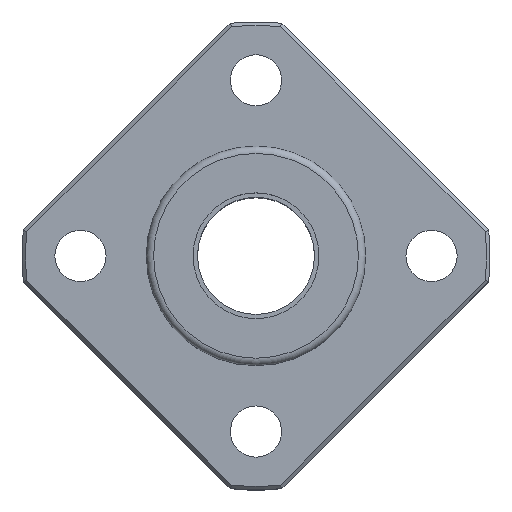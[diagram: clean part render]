
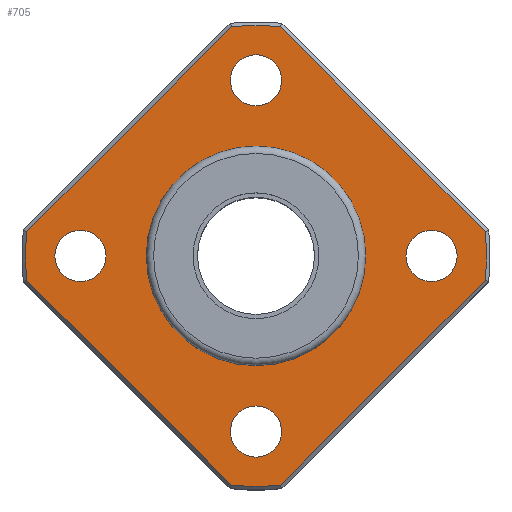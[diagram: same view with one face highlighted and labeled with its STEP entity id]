
A CAD part, top view. The second image highlights one B-rep face of the part: STEP entity #705.
In plain terms, the highlighted planar face has unit normal (0, 0, 1).
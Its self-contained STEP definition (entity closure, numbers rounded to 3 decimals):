
#64=LINE('',#1177,#88);
#65=LINE('',#1181,#89);
#66=LINE('',#1185,#90);
#67=LINE('',#1189,#91);
#88=VECTOR('',#950,1000.);
#89=VECTOR('',#953,1000.);
#90=VECTOR('',#956,1000.);
#91=VECTOR('',#959,1000.);
#98=PLANE('',#791);
#169=ORIENTED_EDGE('',*,*,#334,.T.);
#170=ORIENTED_EDGE('',*,*,#335,.T.);
#171=ORIENTED_EDGE('',*,*,#336,.T.);
#172=ORIENTED_EDGE('',*,*,#337,.T.);
#173=ORIENTED_EDGE('',*,*,#338,.T.);
#174=ORIENTED_EDGE('',*,*,#339,.T.);
#175=ORIENTED_EDGE('',*,*,#340,.T.);
#176=ORIENTED_EDGE('',*,*,#341,.T.);
#177=ORIENTED_EDGE('',*,*,#342,.T.);
#178=ORIENTED_EDGE('',*,*,#343,.T.);
#179=ORIENTED_EDGE('',*,*,#344,.T.);
#180=ORIENTED_EDGE('',*,*,#345,.T.);
#181=ORIENTED_EDGE('',*,*,#346,.F.);
#334=EDGE_CURVE('',#414,#415,#466,.T.);
#335=EDGE_CURVE('',#415,#416,#64,.T.);
#336=EDGE_CURVE('',#416,#417,#467,.T.);
#337=EDGE_CURVE('',#417,#418,#65,.T.);
#338=EDGE_CURVE('',#418,#419,#468,.T.);
#339=EDGE_CURVE('',#419,#420,#66,.T.);
#340=EDGE_CURVE('',#420,#421,#469,.T.);
#341=EDGE_CURVE('',#421,#414,#67,.T.);
#342=EDGE_CURVE('',#422,#422,#470,.T.);
#343=EDGE_CURVE('',#423,#423,#471,.T.);
#344=EDGE_CURVE('',#424,#424,#472,.T.);
#345=EDGE_CURVE('',#425,#425,#473,.T.);
#346=EDGE_CURVE('',#426,#426,#474,.T.);
#414=VERTEX_POINT('',#1175);
#415=VERTEX_POINT('',#1176);
#416=VERTEX_POINT('',#1178);
#417=VERTEX_POINT('',#1180);
#418=VERTEX_POINT('',#1182);
#419=VERTEX_POINT('',#1184);
#420=VERTEX_POINT('',#1186);
#421=VERTEX_POINT('',#1188);
#422=VERTEX_POINT('',#1191);
#423=VERTEX_POINT('',#1193);
#424=VERTEX_POINT('',#1195);
#425=VERTEX_POINT('',#1197);
#426=VERTEX_POINT('',#1199);
#466=CIRCLE('',#792,15.75);
#467=CIRCLE('',#793,15.75);
#468=CIRCLE('',#794,15.75);
#469=CIRCLE('',#795,15.75);
#470=CIRCLE('',#796,1.75);
#471=CIRCLE('',#797,1.75);
#472=CIRCLE('',#798,1.75);
#473=CIRCLE('',#799,1.75);
#474=CIRCLE('',#800,7.5);
#514=EDGE_LOOP('',(#169,#170,#171,#172,#173,#174,#175,#176));
#515=EDGE_LOOP('',(#177));
#516=EDGE_LOOP('',(#178));
#517=EDGE_LOOP('',(#179));
#518=EDGE_LOOP('',(#180));
#519=EDGE_LOOP('',(#181));
#604=FACE_BOUND('',#514,.T.);
#605=FACE_BOUND('',#515,.T.);
#606=FACE_BOUND('',#516,.T.);
#607=FACE_BOUND('',#517,.T.);
#608=FACE_BOUND('',#518,.T.);
#609=FACE_BOUND('',#519,.T.);
#705=ADVANCED_FACE('',(#604,#605,#606,#607,#608,#609),#98,.T.);
#791=AXIS2_PLACEMENT_3D('',#1173,#946,#947);
#792=AXIS2_PLACEMENT_3D('',#1174,#948,#949);
#793=AXIS2_PLACEMENT_3D('',#1179,#951,#952);
#794=AXIS2_PLACEMENT_3D('',#1183,#954,#955);
#795=AXIS2_PLACEMENT_3D('',#1187,#957,#958);
#796=AXIS2_PLACEMENT_3D('',#1190,#960,#961);
#797=AXIS2_PLACEMENT_3D('',#1192,#962,#963);
#798=AXIS2_PLACEMENT_3D('',#1194,#964,#965);
#799=AXIS2_PLACEMENT_3D('',#1196,#966,#967);
#800=AXIS2_PLACEMENT_3D('',#1198,#968,#969);
#946=DIRECTION('',(0.,0.,1.));
#947=DIRECTION('',(1.,0.,0.));
#948=DIRECTION('',(0.,0.,1.));
#949=DIRECTION('',(1.,0.,0.));
#950=DIRECTION('',(0.707,-0.707,0.));
#951=DIRECTION('',(0.,0.,1.));
#952=DIRECTION('',(1.,0.,0.));
#953=DIRECTION('',(0.707,0.707,0.));
#954=DIRECTION('',(0.,0.,1.));
#955=DIRECTION('',(1.,0.,0.));
#956=DIRECTION('',(-0.707,0.707,0.));
#957=DIRECTION('',(0.,0.,1.));
#958=DIRECTION('',(1.,0.,0.));
#959=DIRECTION('',(-0.707,-0.707,0.));
#960=DIRECTION('',(0.,0.,-1.));
#961=DIRECTION('',(-1.,0.,0.));
#962=DIRECTION('',(0.,0.,-1.));
#963=DIRECTION('',(-1.,0.,0.));
#964=DIRECTION('',(0.,0.,-1.));
#965=DIRECTION('',(-1.,0.,0.));
#966=DIRECTION('',(0.,0.,-1.));
#967=DIRECTION('',(-1.,0.,0.));
#968=DIRECTION('',(0.,0.,1.));
#969=DIRECTION('',(1.,0.,0.));
#1173=CARTESIAN_POINT('',(0.,0.,19.));
#1174=CARTESIAN_POINT('',(0.,0.,19.));
#1175=CARTESIAN_POINT('',(-15.662,1.662,19.));
#1176=CARTESIAN_POINT('',(-15.662,-1.662,19.));
#1177=CARTESIAN_POINT('',(-8.662,-8.662,19.));
#1178=CARTESIAN_POINT('',(-1.662,-15.662,19.));
#1179=CARTESIAN_POINT('',(0.,0.,19.));
#1180=CARTESIAN_POINT('',(1.662,-15.662,19.));
#1181=CARTESIAN_POINT('',(8.662,-8.662,19.));
#1182=CARTESIAN_POINT('',(15.662,-1.662,19.));
#1183=CARTESIAN_POINT('',(0.,0.,19.));
#1184=CARTESIAN_POINT('',(15.662,1.662,19.));
#1185=CARTESIAN_POINT('',(8.662,8.662,19.));
#1186=CARTESIAN_POINT('',(1.662,15.662,19.));
#1187=CARTESIAN_POINT('',(0.,0.,19.));
#1188=CARTESIAN_POINT('',(-1.662,15.662,19.));
#1189=CARTESIAN_POINT('',(-8.662,8.662,19.));
#1190=CARTESIAN_POINT('',(-12.,0.,19.));
#1191=CARTESIAN_POINT('',(-13.75,0.,19.));
#1192=CARTESIAN_POINT('',(0.,-12.,19.));
#1193=CARTESIAN_POINT('',(-1.75,-12.,19.));
#1194=CARTESIAN_POINT('',(12.,0.,19.));
#1195=CARTESIAN_POINT('',(10.25,0.,19.));
#1196=CARTESIAN_POINT('',(0.,12.,19.));
#1197=CARTESIAN_POINT('',(-1.75,12.,19.));
#1198=CARTESIAN_POINT('',(0.,0.,19.));
#1199=CARTESIAN_POINT('',(7.5,0.,19.));
